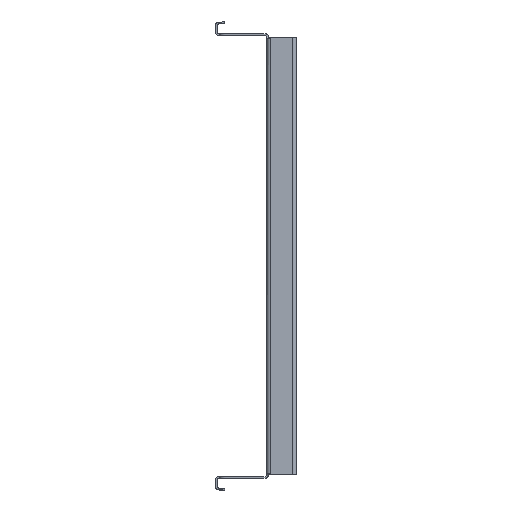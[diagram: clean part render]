
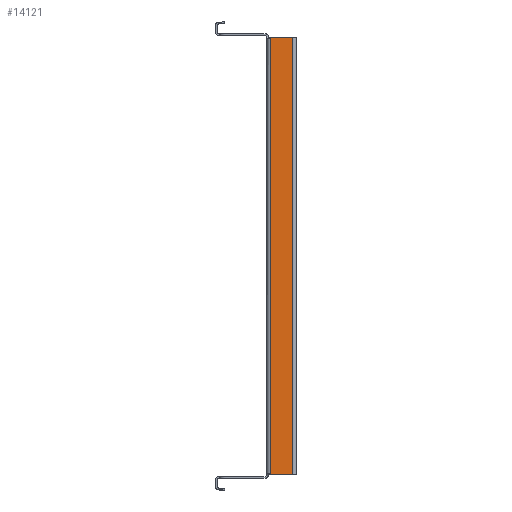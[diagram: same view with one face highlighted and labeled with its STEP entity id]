
A CAD part, left-side view. The second image highlights one B-rep face of the part: STEP entity #14121.
In plain terms, the highlighted planar face has unit normal (-1, 0, 0).
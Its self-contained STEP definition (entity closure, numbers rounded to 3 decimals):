
#244 = ORIENTED_EDGE ( 'NONE', *, *, #10676, .T. ) ;
#272 = LINE ( 'NONE', #17896, #6949 ) ;
#770 = CARTESIAN_POINT ( 'NONE',  ( -380., 0., 243. ) ) ;
#853 = ORIENTED_EDGE ( 'NONE', *, *, #13621, .T. ) ;
#898 = ORIENTED_EDGE ( 'NONE', *, *, #7208, .T. ) ;
#1720 = EDGE_LOOP ( 'NONE', ( #244, #898, #853, #4501 ) ) ;
#2526 = DIRECTION ( 'NONE',  ( 0., 1., 0. ) ) ;
#2837 = VERTEX_POINT ( 'NONE', #11355 ) ;
#3414 = VECTOR ( 'NONE', #2526, 1000. ) ;
#3474 = VERTEX_POINT ( 'NONE', #4197 ) ;
#4197 = CARTESIAN_POINT ( 'NONE',  ( -380., -4., 243. ) ) ;
#4501 = ORIENTED_EDGE ( 'NONE', *, *, #8389, .T. ) ;
#4558 = DIRECTION ( 'NONE',  ( 0., 0., 1. ) ) ;
#5068 = CARTESIAN_POINT ( 'NONE',  ( -380., -29., -243. ) ) ;
#5572 = CARTESIAN_POINT ( 'NONE',  ( -380., -29., 243. ) ) ;
#5663 = VERTEX_POINT ( 'NONE', #5068 ) ;
#5828 = VECTOR ( 'NONE', #13667, 1000. ) ;
#6149 = LINE ( 'NONE', #12102, #5828 ) ;
#6796 = PLANE ( 'NONE',  #15254 ) ;
#6949 = VECTOR ( 'NONE', #4558, 1000. ) ;
#7208 = EDGE_CURVE ( 'NONE', #5663, #13333, #272, .T. ) ;
#8073 = DIRECTION ( 'NONE',  ( -1., 0., 0. ) ) ;
#8389 = EDGE_CURVE ( 'NONE', #3474, #2837, #13185, .T. ) ;
#9732 = FACE_OUTER_BOUND ( 'NONE', #1720, .T. ) ;
#10676 = EDGE_CURVE ( 'NONE', #2837, #5663, #6149, .T. ) ;
#11355 = CARTESIAN_POINT ( 'NONE',  ( -380., -4., -243. ) ) ;
#12102 = CARTESIAN_POINT ( 'NONE',  ( -380., 0., -243. ) ) ;
#12654 = VECTOR ( 'NONE', #14650, 1000. ) ;
#12748 = DIRECTION ( 'NONE',  ( 0., -1., 0. ) ) ;
#13185 = LINE ( 'NONE', #15018, #12654 ) ;
#13333 = VERTEX_POINT ( 'NONE', #5572 ) ;
#13621 = EDGE_CURVE ( 'NONE', #13333, #3474, #17027, .T. ) ;
#13667 = DIRECTION ( 'NONE',  ( 0., -1., 0. ) ) ;
#14121 = ADVANCED_FACE ( 'NONE', ( #9732 ), #6796, .T. ) ;
#14650 = DIRECTION ( 'NONE',  ( 0., 0., -1. ) ) ;
#15018 = CARTESIAN_POINT ( 'NONE',  ( -380., -4., 0. ) ) ;
#15254 = AXIS2_PLACEMENT_3D ( 'NONE', #16914, #8073, #12748 ) ;
#16914 = CARTESIAN_POINT ( 'NONE',  ( -380., 0., 0. ) ) ;
#17027 = LINE ( 'NONE', #770, #3414 ) ;
#17896 = CARTESIAN_POINT ( 'NONE',  ( -380., -29., -243. ) ) ;
